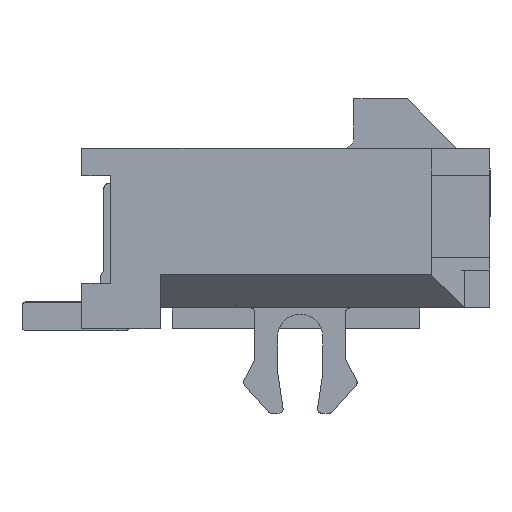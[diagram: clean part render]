
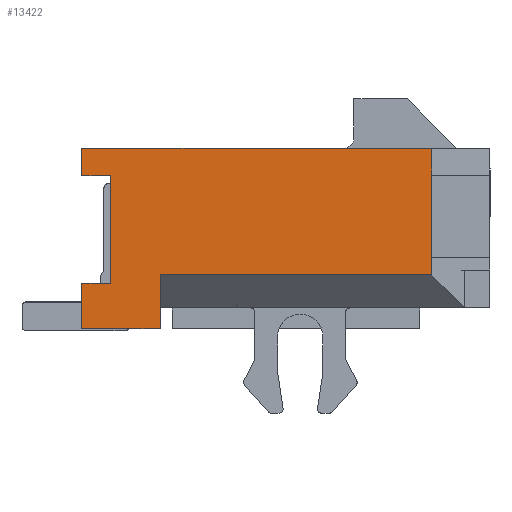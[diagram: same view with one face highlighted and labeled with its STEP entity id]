
A CAD part, front view. The second image highlights one B-rep face of the part: STEP entity #13422.
In plain terms, the highlighted face is planar.
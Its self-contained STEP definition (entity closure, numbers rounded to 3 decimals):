
#1296=ORIENTED_EDGE('',*,*,#3915,.T.);
#1297=ORIENTED_EDGE('',*,*,#3896,.T.);
#1298=ORIENTED_EDGE('',*,*,#3934,.F.);
#1299=ORIENTED_EDGE('',*,*,#3782,.T.);
#1300=ORIENTED_EDGE('',*,*,#3884,.F.);
#1301=ORIENTED_EDGE('',*,*,#3841,.F.);
#1302=ORIENTED_EDGE('',*,*,#3874,.F.);
#1303=ORIENTED_EDGE('',*,*,#3935,.T.);
#1304=ORIENTED_EDGE('',*,*,#3913,.T.);
#1305=ORIENTED_EDGE('',*,*,#3791,.T.);
#1306=ORIENTED_EDGE('',*,*,#3794,.T.);
#1307=ORIENTED_EDGE('',*,*,#3797,.T.);
#3782=EDGE_CURVE('',#5110,#5113,#6102,.T.);
#3791=EDGE_CURVE('',#5118,#5121,#6111,.T.);
#3794=EDGE_CURVE('',#5121,#5123,#6114,.T.);
#3797=EDGE_CURVE('',#5123,#5125,#6117,.T.);
#3841=EDGE_CURVE('',#5154,#5155,#6161,.T.);
#3874=EDGE_CURVE('',#5175,#5154,#6190,.T.);
#3884=EDGE_CURVE('',#5155,#5113,#6200,.T.);
#3896=EDGE_CURVE('',#5188,#5189,#6212,.T.);
#3913=EDGE_CURVE('',#5198,#5118,#6229,.T.);
#3915=EDGE_CURVE('',#5125,#5188,#6231,.T.);
#3934=EDGE_CURVE('',#5110,#5189,#6250,.T.);
#3935=EDGE_CURVE('',#5175,#5198,#6251,.T.);
#5110=VERTEX_POINT('',#18369);
#5113=VERTEX_POINT('',#18375);
#5118=VERTEX_POINT('',#18389);
#5121=VERTEX_POINT('',#18394);
#5123=VERTEX_POINT('',#18400);
#5125=VERTEX_POINT('',#18406);
#5154=VERTEX_POINT('',#18496);
#5155=VERTEX_POINT('',#18498);
#5175=VERTEX_POINT('',#18564);
#5188=VERTEX_POINT('',#18606);
#5189=VERTEX_POINT('',#18607);
#5198=VERTEX_POINT('',#18637);
#6102=LINE('',#18376,#7343);
#6111=LINE('',#18395,#7352);
#6114=LINE('',#18401,#7355);
#6117=LINE('',#18407,#7358);
#6161=LINE('',#18497,#7402);
#6190=LINE('',#18563,#7431);
#6200=LINE('',#18582,#7441);
#6212=LINE('',#18605,#7453);
#6229=LINE('',#18636,#7470);
#6231=LINE('',#18640,#7472);
#6250=LINE('',#18678,#7491);
#6251=LINE('',#18679,#7492);
#7343=VECTOR('',#15402,1000.);
#7352=VECTOR('',#15415,1000.);
#7355=VECTOR('',#15420,1000.);
#7358=VECTOR('',#15425,1000.);
#7402=VECTOR('',#15503,1000.);
#7431=VECTOR('',#15566,1000.);
#7441=VECTOR('',#15584,1000.);
#7453=VECTOR('',#15602,1000.);
#7470=VECTOR('',#15627,1000.);
#7472=VECTOR('',#15631,1000.);
#7491=VECTOR('',#15658,1000.);
#7492=VECTOR('',#15659,1000.);
#8245=EDGE_LOOP('',(#1296,#1297,#1298,#1299,#1300,#1301,#1302,#1303,#1304,
#1305,#1306,#1307));
#8788=FACE_BOUND('',#8245,.T.);
#9325=PLANE('',#14004);
#13422=ADVANCED_FACE('',(#8788),#9325,.T.);
#14004=AXIS2_PLACEMENT_3D('',#18677,#15656,#15657);
#15402=DIRECTION('',(0.,-1.,0.));
#15415=DIRECTION('',(0.,-1.,0.));
#15420=DIRECTION('',(0.,0.,-1.));
#15425=DIRECTION('',(0.,1.,0.));
#15503=DIRECTION('',(0.,0.,-1.));
#15566=DIRECTION('',(0.,0.,-1.));
#15584=DIRECTION('',(0.,0.,-1.));
#15602=DIRECTION('',(0.,-1.,0.));
#15627=DIRECTION('',(0.,0.,-1.));
#15631=DIRECTION('',(0.,0.,-1.));
#15656=DIRECTION('',(-1.,0.,0.));
#15657=DIRECTION('',(0.,0.,1.));
#15658=DIRECTION('',(0.,0.,-1.));
#15659=DIRECTION('',(0.,1.,0.));
#18369=CARTESIAN_POINT('',(-10.825,3.05,-0.885));
#18375=CARTESIAN_POINT('',(-10.825,-3.536,-0.885));
#18376=CARTESIAN_POINT('',(-10.825,0.,-0.885));
#18389=CARTESIAN_POINT('',(-10.825,4.95,1.515));
#18394=CARTESIAN_POINT('',(-10.825,4.25,1.515));
#18395=CARTESIAN_POINT('',(-10.825,0.,1.515));
#18400=CARTESIAN_POINT('',(-10.825,4.25,-1.085));
#18401=CARTESIAN_POINT('',(-10.825,4.25,0.));
#18406=CARTESIAN_POINT('',(-10.825,4.95,-1.085));
#18407=CARTESIAN_POINT('',(-10.825,0.,-1.085));
#18496=CARTESIAN_POINT('',(-10.825,-3.536,1.535));
#18497=CARTESIAN_POINT('',(-10.825,-3.536,1.535));
#18498=CARTESIAN_POINT('',(-10.825,-3.536,-0.465));
#18563=CARTESIAN_POINT('',(-10.825,-3.536,0.));
#18564=CARTESIAN_POINT('',(-10.825,-3.536,2.185));
#18582=CARTESIAN_POINT('',(-10.825,-3.536,0.));
#18605=CARTESIAN_POINT('',(-10.825,4.95,-2.185));
#18606=CARTESIAN_POINT('',(-10.825,4.95,-2.185));
#18607=CARTESIAN_POINT('',(-10.825,3.05,-2.185));
#18636=CARTESIAN_POINT('',(-10.825,4.95,2.185));
#18637=CARTESIAN_POINT('',(-10.825,4.95,2.185));
#18640=CARTESIAN_POINT('',(-10.825,4.95,2.185));
#18677=CARTESIAN_POINT('',(-10.825,0.,0.));
#18678=CARTESIAN_POINT('',(-10.825,3.05,-1.685));
#18679=CARTESIAN_POINT('',(-10.825,-4.95,2.185));
